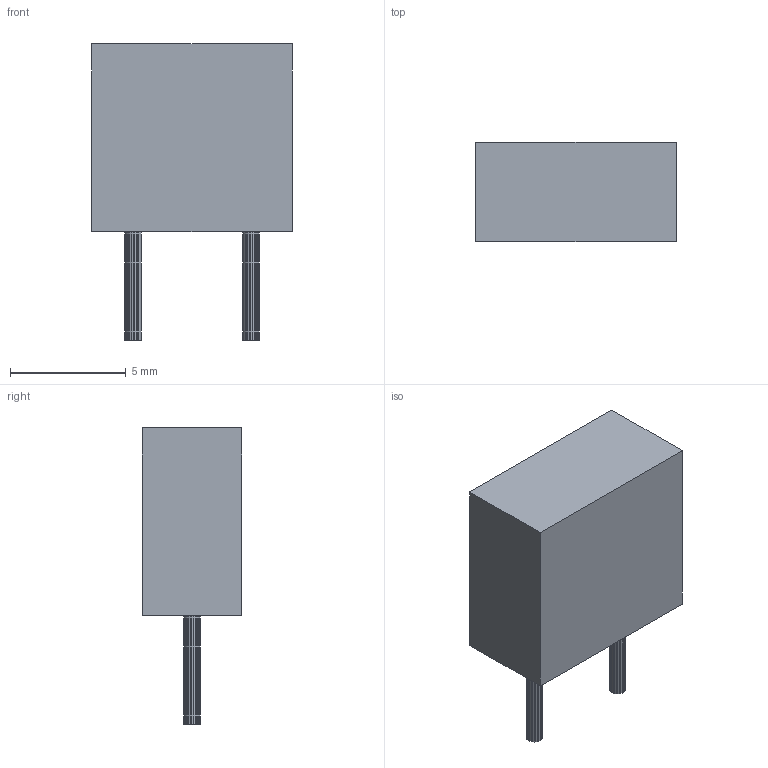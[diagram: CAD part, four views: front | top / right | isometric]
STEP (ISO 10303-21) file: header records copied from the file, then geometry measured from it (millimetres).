
FILE_DESCRIPTION (( 'STEP AP214' ), '1' );
FILE_NAME ('17CBEC0C-2267-4C3F-955E-1DC6F2176F03.STEP', '2022-07-21T18:59:25', ( '' ), ( '' ), 'SwSTEP 2.0', 'SolidWorks 2022', '' );
FILE_SCHEMA (( 'AUTOMOTIVE_DESIGN' ));
Length unit declared in the file: millimetre
Products named in the file (1): 17CBEC0C-2267-4C3F-955E-1DC6F2176F03
Bounding box: 8.66 x 4.29 x 12.78 mm (x, y, z)
Volume: 304.9 mm3; surface area: 306.7 mm2
Topology: 3 solids, 3 shells, 74 faces, 332 edges, 264 vertices
Faces by surface type: plane 74
Entity records: 3831 total; most frequent: CARTESIAN_POINT 1628, ORIENTED_EDGE 664, EDGE_CURVE 332, B_SPLINE_CURVE_WITH_KNOTS 319, VERTEX_POINT 264, DIRECTION 163, AXIS2_PLACEMENT_3D 75, EDGE_LOOP 74
